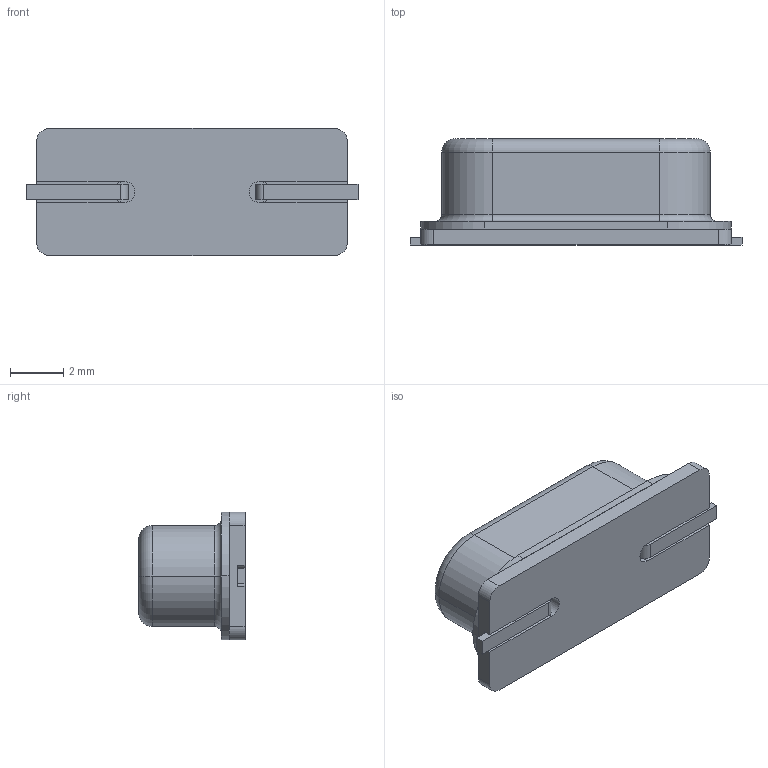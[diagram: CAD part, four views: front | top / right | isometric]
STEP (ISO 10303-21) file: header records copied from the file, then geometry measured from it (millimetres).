
FILE_DESCRIPTION (( 'STEP AP214' ), '1' );
FILE_NAME ('User Library-SMU4.STEP', '2012-05-06T09:27:15', ( 'Solidworks' ), ( 'Solidworks' ), 'SwSTEP 2.0', 'SolidWorks 2012', '' );
FILE_SCHEMA (( 'AUTOMOTIVE_DESIGN' ));
Length unit declared in the file: millimetre
Products named in the file (3): User Library-SMU4; User Library-SMU4_SMU4 BASE_Valor predeterminado; User Library-SMU4_SM4 BASE 2_Valor predeterminado
Assembly tree (2 placements, depth 2):
  User Library-SMU4
    User Library-SMU4_SMU4 BASE_Valor predeterminado
    User Library-SMU4_SM4 BASE 2_Valor predeterminado
Bounding box: 12.5 x 4 x 4.8 mm (x, y, z)
Volume: 156.4 mm3; surface area: 331.8 mm2
Topology: 2 solids, 2 shells, 121 faces, 317 edges, 206 vertices
Faces by surface type: plane 73, cylinder 22, bspline 18, torus 8
Entity records: 4757 total; most frequent: CARTESIAN_POINT 1691, ORIENTED_EDGE 634, DIRECTION 553, EDGE_CURVE 317, LINE 225, VECTOR 225, VERTEX_POINT 206, AXIS2_PLACEMENT_3D 164
